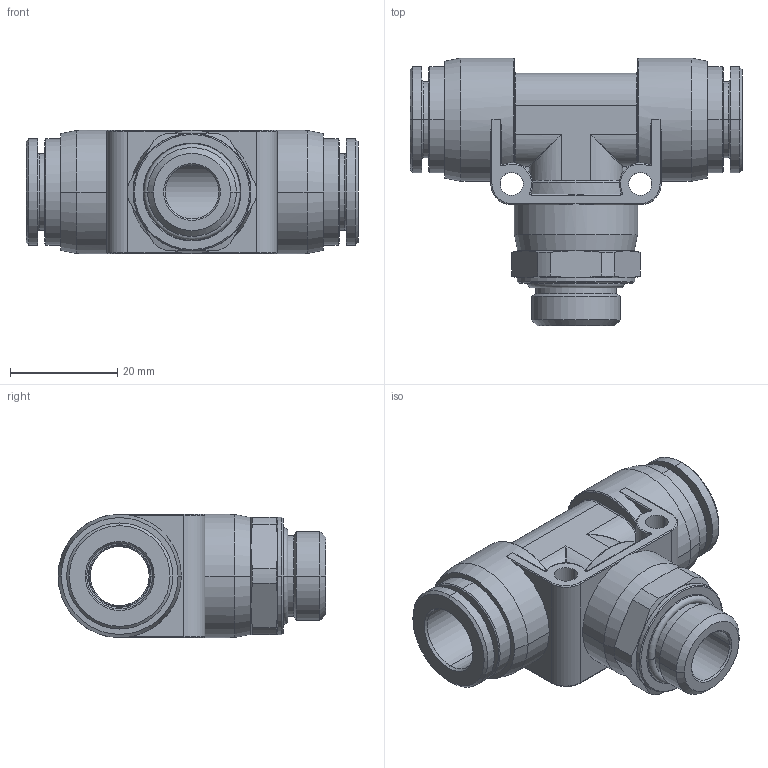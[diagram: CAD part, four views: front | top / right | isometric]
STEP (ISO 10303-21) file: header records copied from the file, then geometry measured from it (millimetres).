
FILE_DESCRIPTION(( 'MXP.21.12.38.stp' ), '1');
FILE_NAME( 'MXP.21.12.38.stp', '2021-02-22T15:42:47',( 'Sopra'),('sopra-pneumatic.com'), 'SwSTEP 2.0','SolidWorks 2009','' );
FILE_SCHEMA(('CONFIG_CONTROL_DESIGN'));
Length unit declared in the file: millimetre
Products named in the file (1): 367375B_921V-12FF-3-8
Bounding box: 62 x 50 x 23 mm (x, y, z)
Volume: 22490.4 mm3; surface area: 12343.7 mm2
Topology: 2 solids, 2 shells, 255 faces, 607 edges, 367 vertices
Faces by surface type: cylinder 99, plane 56, torus 54, cone 42, bspline 4
Entity records: 8035 total; most frequent: CARTESIAN_POINT 2043, DIRECTION 1324, ORIENTED_EDGE 1214, EDGE_CURVE 607, AXIS2_PLACEMENT_3D 557, VERTEX_POINT 367, CIRCLE 306, EDGE_LOOP 276
